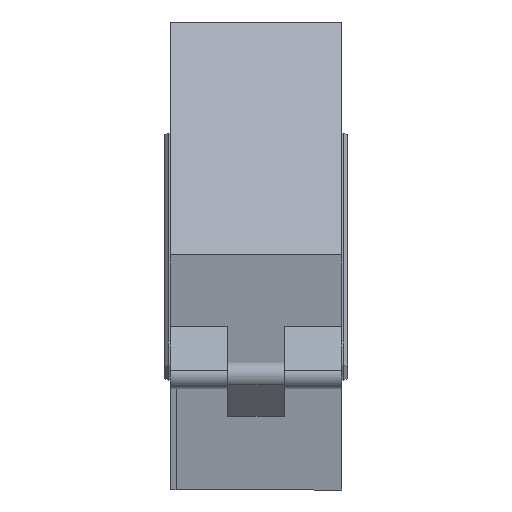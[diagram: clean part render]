
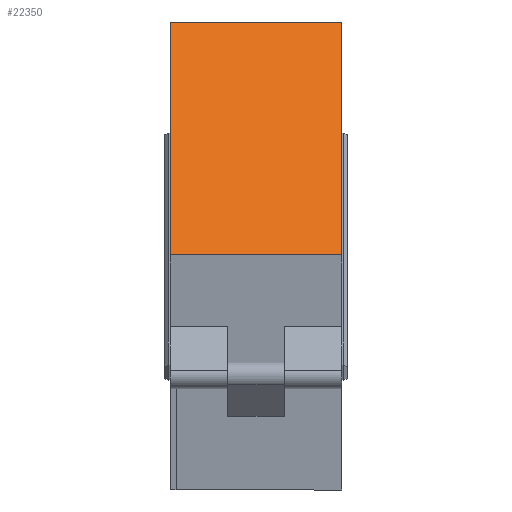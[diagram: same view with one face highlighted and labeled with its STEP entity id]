
A CAD part, left-side view. The second image highlights one B-rep face of the part: STEP entity #22350.
In plain terms, the highlighted planar face has unit normal (-0.866, 0, 0.5).
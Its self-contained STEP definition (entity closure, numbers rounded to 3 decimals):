
#2475=FACE_OUTER_BOUND('',#3823,.T.);
#3823=EDGE_LOOP('',(#19288,#19289,#19290,#19291));
#5464=LINE('',#37532,#7828);
#5491=LINE('',#37594,#7855);
#6021=LINE('',#38693,#8385);
#6088=LINE('',#38831,#8452);
#7828=VECTOR('',#26724,10.);
#7855=VECTOR('',#26763,10.);
#8385=VECTOR('',#27761,10.);
#8452=VECTOR('',#27898,10.);
#10144=VERTEX_POINT('',#37529);
#10145=VERTEX_POINT('',#37531);
#10173=VERTEX_POINT('',#37591);
#10174=VERTEX_POINT('',#37593);
#12920=EDGE_CURVE('',#10145,#10144,#5464,.T.);
#12951=EDGE_CURVE('',#10173,#10174,#5491,.T.);
#13485=EDGE_CURVE('',#10173,#10145,#6021,.T.);
#13554=EDGE_CURVE('',#10174,#10144,#6088,.T.);
#19288=ORIENTED_EDGE('',*,*,#12920,.T.);
#19289=ORIENTED_EDGE('',*,*,#13554,.F.);
#19290=ORIENTED_EDGE('',*,*,#12951,.F.);
#19291=ORIENTED_EDGE('',*,*,#13485,.T.);
#21207=PLANE('',#23646);
#22350=ADVANCED_FACE('',(#2475),#21207,.T.);
#23646=AXIS2_PLACEMENT_3D('',#38830,#27896,#27897);
#26724=DIRECTION('',(0.5,0.,0.866));
#26763=DIRECTION('',(0.5,0.,0.866));
#27761=DIRECTION('',(0.,-1.,0.));
#27896=DIRECTION('center_axis',(-0.866,0.,
0.5));
#27897=DIRECTION('ref_axis',(-0.5,0.,-0.866));
#27898=DIRECTION('',(0.,-1.,0.));
#37529=CARTESIAN_POINT('',(-180.157,0.,231.015));
#37531=CARTESIAN_POINT('',(-250.849,0.,108.573));
#37532=CARTESIAN_POINT('',(-193.463,0.,207.968));
#37591=CARTESIAN_POINT('',(-250.849,90.,108.573));
#37593=CARTESIAN_POINT('',(-180.157,90.,231.015));
#37594=CARTESIAN_POINT('',(-250.849,90.,108.573));
#38693=CARTESIAN_POINT('',(-250.849,90.,108.573));
#38830=CARTESIAN_POINT('Origin',(-180.157,90.,231.015));
#38831=CARTESIAN_POINT('',(-180.157,90.,231.015));
